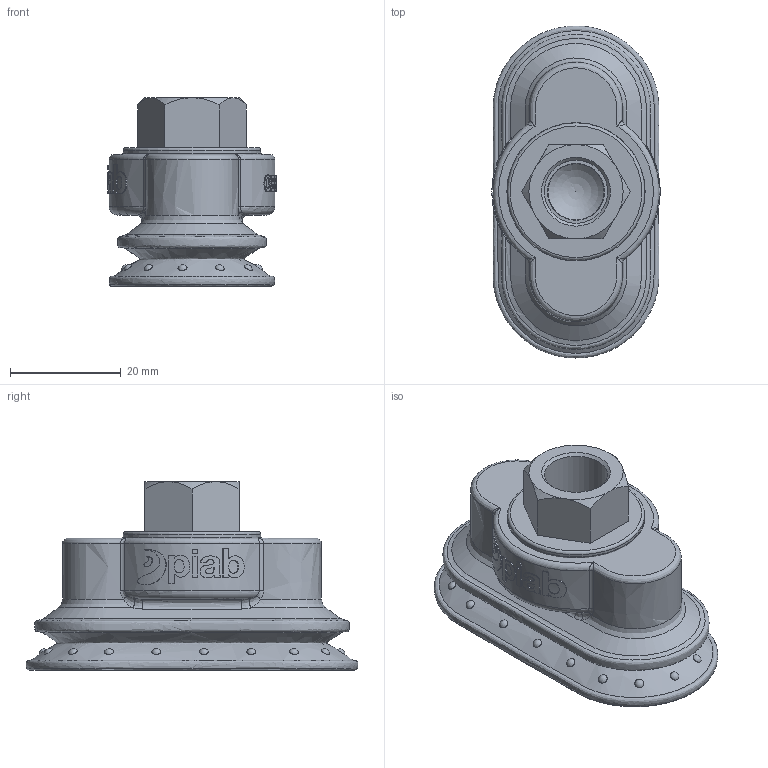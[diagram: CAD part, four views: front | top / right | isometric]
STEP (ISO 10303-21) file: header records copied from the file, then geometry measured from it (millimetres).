
FILE_DESCRIPTION( ( 'Unknown' ), '1' );
FILE_NAME( 'SE-0415102.stp', 'Unknown', ( 'Unknown' ), ( 'Unknown' ), 'PSStep 17.0.49', 'Unknown', ' ' );
FILE_SCHEMA( ( 'AUTOMOTIVE_DESIGN { 1 0 10303 214 1 1 1 1 }' ) );
Length unit declared in the file: millimetre
Products named in the file (6): SE-0414230; SE-0413381; 0123110; Assem1; SE-0415091; SE-0408103
Assembly tree (5 placements, depth 3):
  Assem1
    SE-0415091
    SE-0408103
    SE-0414230
      SE-0413381
      0123110
Bounding box: 30.4 x 60 x 34.07 mm (x, y, z)
Volume: 28231.7 mm3; surface area: 13242.3 mm2
Topology: 4 solids, 4 shells, 359 faces, 874 edges, 573 vertices
Faces by surface type: bspline 157, plane 101, cylinder 57, sphere 20, cone 12, torus 12
Full cylindrical faces by diameter (mm): 10.3 x2, 10.6 x1, 11 x2, 11.445 x2, 14.8 x1, 14.95 x1, 14.96 x1, 16.662 x1, 18.1 x1, 19 x2, 21.4 x1, 21.48 x1, 21.5 x1, 23 x1, 24.5 x1, 24.8 x1, 25 x1
Entity records: 42125 total; most frequent: CARTESIAN_POINT 32293, ORIENTED_EDGE 1606, DIRECTION 896, EDGE_CURVE 803, VERTEX_POINT 559, EDGE_LOOP 470, B_SPLINE_CURVE_WITH_KNOTS 455, FACE_OUTER_BOUND 402
